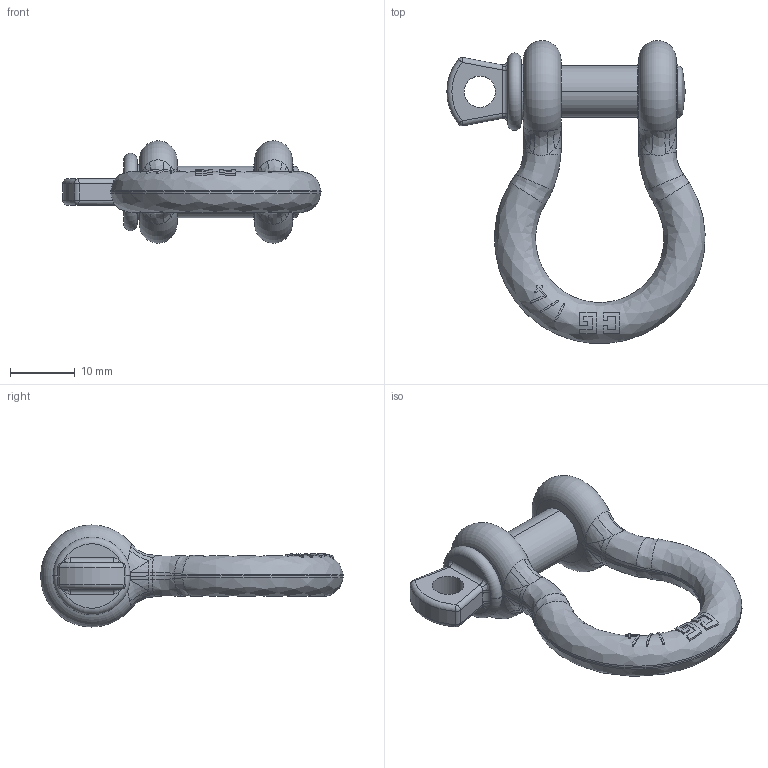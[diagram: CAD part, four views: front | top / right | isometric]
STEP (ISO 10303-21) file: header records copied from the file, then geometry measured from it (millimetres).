
FILE_DESCRIPTION((''),'2;1');
FILE_NAME('CROSBY_209_025','2003-11-18T',('adoughty'),('The Crosby Group, Inc.'),'PRO/ENGINEER BY PARAMETRIC TECHNOLOGY CORPORATION, 2001150','PRO/ENGINEER BY PARAMETRIC TECHNOLOGY CORPORATION, 2001150','');
FILE_SCHEMA(('CONFIG_CONTROL_DESIGN'));
Length unit declared in the file: inch
Products named in the file (1): CROSBY_209_025
Bounding box: 39.82 x 46.67 x 15.74 mm (x, y, z)
Volume: 5239.2 mm3; surface area: 3714.5 mm2
Topology: 2 solids, 2 shells, 212 faces, 503 edges, 295 vertices
Faces by surface type: bspline 93, plane 55, cone 22, cylinder 19, torus 10, extrusion 9, sphere 4
Entity records: 10078 total; most frequent: CARTESIAN_POINT 5934, ORIENTED_EDGE 1002, DIRECTION 602, EDGE_CURVE 501, VERTEX_POINT 295, B_SPLINE_CURVE_WITH_KNOTS 261, AXIS2_PLACEMENT_3D 234, EDGE_LOOP 220
